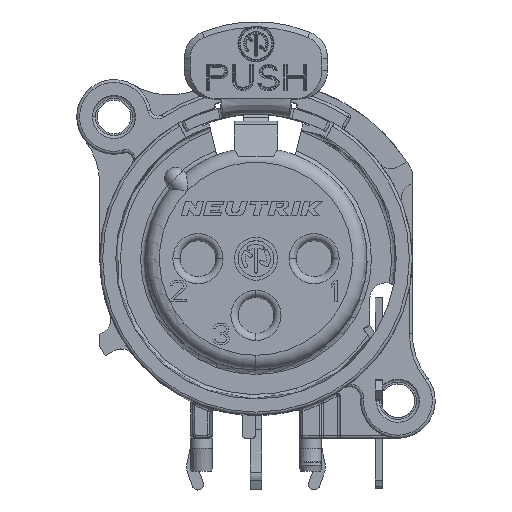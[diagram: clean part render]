
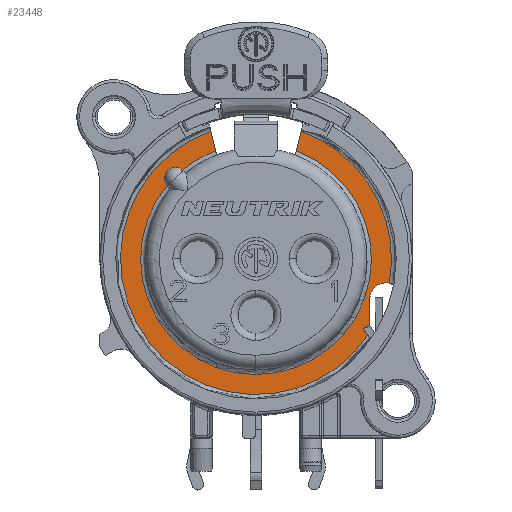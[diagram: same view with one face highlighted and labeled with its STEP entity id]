
A CAD part, top view. The second image highlights one B-rep face of the part: STEP entity #23448.
In plain terms, the highlighted planar face has unit normal (0, 0, 1).
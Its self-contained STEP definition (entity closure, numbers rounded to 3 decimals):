
#4227=CARTESIAN_POINT('',(0.,0.,-4.8));
#4228=DIRECTION('',(0.,0.,-1.));
#4229=DIRECTION('',(0.349,0.937,0.));
#4230=AXIS2_PLACEMENT_3D('',#4227,#4228,#4229);
#4278=CARTESIAN_POINT('',(0.,0.,-4.8));
#4279=DIRECTION('',(0.,0.,-1.));
#4280=DIRECTION('',(-0.638,0.77,0.));
#4281=AXIS2_PLACEMENT_3D('',#4278,#4279,#4280);
#5042=CARTESIAN_POINT('',(7.94,-5.124,-4.8));
#5078=CARTESIAN_POINT('',(0.,0.,-4.8));
#5079=DIRECTION('',(0.,0.,1.));
#5080=DIRECTION('',(-0.333,0.943,0.));
#5081=AXIS2_PLACEMENT_3D('',#5078,#5079,#5080);
#5089=CARTESIAN_POINT('',(0.,0.,-4.8));
#5090=DIRECTION('',(0.,0.,1.));
#5091=DIRECTION('',(0.984,-0.178,0.));
#5092=AXIS2_PLACEMENT_3D('',#5089,#5090,#5091);
#5462=DIRECTION('',(0.,1.,0.));
#5463=VECTOR('',#5462,2.356);
#5464=CARTESIAN_POINT('',(7.94,-5.124,-4.8));
#5465=LINE('',#5464,#5463);
#5466=DIRECTION('',(0.238,-0.971,0.));
#5467=VECTOR('',#5466,1.408);
#5468=CARTESIAN_POINT('',(-3.147,8.911,-4.8));
#5469=LINE('',#5468,#5467);
#5470=CARTESIAN_POINT('',(-5.621,5.621,-4.8));
#5471=DIRECTION('',(0.,0.,-1.));
#5472=DIRECTION('',(-0.766,-0.643,0.));
#5473=AXIS2_PLACEMENT_3D('',#5470,#5471,#5472);
#5475=DIRECTION('',(0.238,0.971,0.));
#5476=VECTOR('',#5475,1.408);
#5477=CARTESIAN_POINT('',(2.812,7.543,-4.8));
#5478=LINE('',#5477,#5476);
#5500=CARTESIAN_POINT('',(7.94,-2.768,-4.8));
#5501=CARTESIAN_POINT('',(7.94,-2.652,-4.8));
#5502=CARTESIAN_POINT('',(7.973,-2.46,-4.8));
#5503=CARTESIAN_POINT('',(8.101,-2.156,-4.8));
#5504=CARTESIAN_POINT('',(8.342,-1.879,-4.8));
#5505=CARTESIAN_POINT('',(8.666,-1.706,-4.8));
#5506=CARTESIAN_POINT('',(8.992,-1.65,-4.8));
#5507=CARTESIAN_POINT('',(9.185,-1.66,-4.8));
#5508=CARTESIAN_POINT('',(9.298,-1.687,-4.8));
#13776=CARTESIAN_POINT('',(-6.196,5.139,-4.8));
#13777=CARTESIAN_POINT('',(-5.139,6.196,-4.8));
#13778=VERTEX_POINT('',#13776);
#13779=VERTEX_POINT('',#13777);
#13780=CARTESIAN_POINT('',(2.812,7.543,-4.8));
#13781=VERTEX_POINT('',#13780);
#13782=CARTESIAN_POINT('',(-2.812,7.543,-4.8));
#13783=VERTEX_POINT('',#13782);
#14183=CARTESIAN_POINT('',(-3.147,8.911,-4.8));
#14184=VERTEX_POINT('',#14183);
#14185=CARTESIAN_POINT('',(3.147,8.911,-4.8));
#14186=VERTEX_POINT('',#14185);
#14790=VERTEX_POINT('',#5042);
#15006=VERTEX_POINT('',#5500);
#15007=VERTEX_POINT('',#5508);
#23430=CARTESIAN_POINT('',(0.,0.,-4.8));
#23431=DIRECTION('',(0.,0.,1.));
#23432=DIRECTION('',(0.,-1.,0.));
#23433=AXIS2_PLACEMENT_3D('',#23430,#23431,#23432);
#23434=PLANE('',#23433);
#23435=ORIENTED_EDGE('',*,*,#22967,.F.);
#23437=ORIENTED_EDGE('',*,*,#23436,.F.);
#23438=ORIENTED_EDGE('',*,*,#17976,.F.);
#23439=ORIENTED_EDGE('',*,*,#22954,.F.);
#23440=ORIENTED_EDGE('',*,*,#20464,.T.);
#23441=ORIENTED_EDGE('',*,*,#21842,.F.);
#23443=ORIENTED_EDGE('',*,*,#23442,.F.);
#23444=ORIENTED_EDGE('',*,*,#21820,.F.);
#23445=ORIENTED_EDGE('',*,*,#21902,.T.);
#23446=EDGE_LOOP('',(#23435,#23437,#23438,#23439,#23440,#23441,#23443,#23444,
#23445));
#23447=FACE_OUTER_BOUND('',#23446,.F.);
#4231=CIRCLE('',#4230,8.05);
#4282=CIRCLE('',#4281,8.05);
#5082=CIRCLE('',#5081,9.45);
#5093=CIRCLE('',#5092,9.45);
#5474=CIRCLE('',#5473,0.75);
#5509=B_SPLINE_CURVE_WITH_KNOTS('',3,(#5500,#5501,#5502,#5503,#5504,#5505,#5506,
#5507,#5508),.UNSPECIFIED.,.F.,.F.,(4,1,1,1,1,1,4),(0.,0.125,0.25,0.5,
0.75,0.875,1.),.UNSPECIFIED.);
#17976=EDGE_CURVE('',#14790,#15006,#5465,.T.);
#20464=EDGE_CURVE('',#14184,#13783,#5469,.T.);
#21820=EDGE_CURVE('',#13781,#13778,#4231,.T.);
#21842=EDGE_CURVE('',#13779,#13783,#4282,.T.);
#21902=EDGE_CURVE('',#13781,#14186,#5478,.T.);
#22954=EDGE_CURVE('',#14184,#14790,#5082,.T.);
#22967=EDGE_CURVE('',#15007,#14186,#5093,.T.);
#23436=EDGE_CURVE('',#15006,#15007,#5509,.T.);
#23442=EDGE_CURVE('',#13778,#13779,#5474,.T.);
#23448=ADVANCED_FACE('',(#23447),#23434,.T.);
